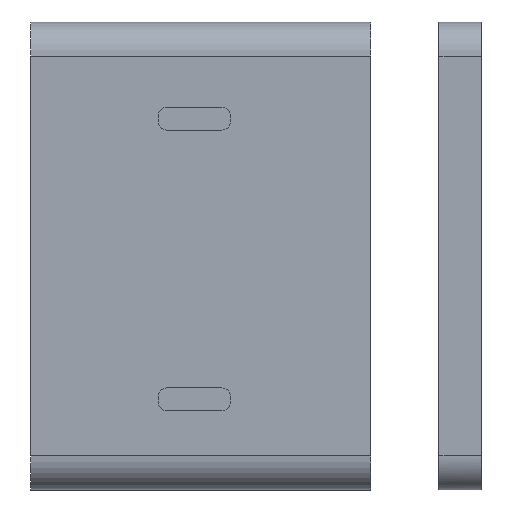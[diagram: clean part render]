
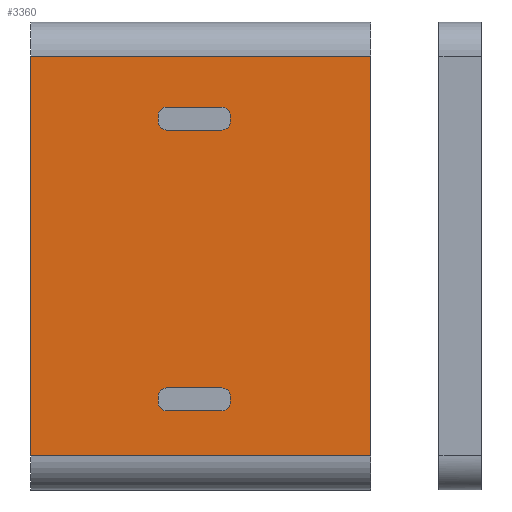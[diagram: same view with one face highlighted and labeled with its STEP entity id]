
A CAD part, left-side view. The second image highlights one B-rep face of the part: STEP entity #3360.
In plain terms, the highlighted planar face has unit normal (-1, 0, 0).
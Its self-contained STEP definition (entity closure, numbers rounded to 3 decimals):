
#27=FACE_BOUND('',#721,.T.);
#28=FACE_BOUND('',#722,.T.);
#367=PLANE('',#3501);
#530=FACE_OUTER_BOUND('',#720,.T.);
#720=EDGE_LOOP('',(#3013,#3014,#3015,#3016));
#721=EDGE_LOOP('',(#3017,#3018,#3019,#3020,#3021,#3022,#3023,#3024));
#722=EDGE_LOOP('',(#3025,#3026,#3027,#3028,#3029,#3030,#3031,#3032));
#880=LINE('',#5939,#1141);
#950=LINE('',#6114,#1211);
#954=LINE('',#6124,#1215);
#957=LINE('',#6131,#1218);
#959=LINE('',#6137,#1220);
#962=LINE('',#6146,#1223);
#966=LINE('',#6155,#1227);
#968=LINE('',#6162,#1229);
#971=LINE('',#6169,#1232);
#977=LINE('',#6185,#1238);
#982=LINE('',#6199,#1243);
#983=LINE('',#6201,#1244);
#1141=VECTOR('',#3730,10.);
#1211=VECTOR('',#3886,10.);
#1215=VECTOR('',#3896,10.);
#1218=VECTOR('',#3905,10.);
#1220=VECTOR('',#3913,10.);
#1223=VECTOR('',#3922,10.);
#1227=VECTOR('',#3932,10.);
#1229=VECTOR('',#3940,10.);
#1232=VECTOR('',#3949,10.);
#1238=VECTOR('',#3965,10.);
#1243=VECTOR('',#3978,10.);
#1244=VECTOR('',#3981,10.);
#1301=CIRCLE('',#3469,1.);
#1302=CIRCLE('',#3472,1.);
#1303=CIRCLE('',#3475,1.);
#1304=CIRCLE('',#3478,1.);
#1305=CIRCLE('',#3481,1.);
#1306=CIRCLE('',#3484,1.);
#1307=CIRCLE('',#3487,1.);
#1308=CIRCLE('',#3490,1.);
#1548=VERTEX_POINT('',#5925);
#1554=VERTEX_POINT('',#5937);
#1614=VERTEX_POINT('',#6107);
#1615=VERTEX_POINT('',#6108);
#1616=VERTEX_POINT('',#6113);
#1617=VERTEX_POINT('',#6117);
#1618=VERTEX_POINT('',#6118);
#1619=VERTEX_POINT('',#6123);
#1620=VERTEX_POINT('',#6127);
#1621=VERTEX_POINT('',#6133);
#1622=VERTEX_POINT('',#6139);
#1623=VERTEX_POINT('',#6140);
#1624=VERTEX_POINT('',#6145);
#1625=VERTEX_POINT('',#6149);
#1626=VERTEX_POINT('',#6150);
#1627=VERTEX_POINT('',#6157);
#1628=VERTEX_POINT('',#6161);
#1629=VERTEX_POINT('',#6165);
#1632=VERTEX_POINT('',#6181);
#1634=VERTEX_POINT('',#6184);
#1982=EDGE_CURVE('',#1554,#1548,#880,.T.);
#2066=EDGE_CURVE('',#1614,#1615,#1301,.T.);
#2069=EDGE_CURVE('',#1616,#1615,#950,.T.);
#2071=EDGE_CURVE('',#1617,#1618,#1302,.T.);
#2074=EDGE_CURVE('',#1619,#1618,#954,.T.);
#2076=EDGE_CURVE('',#1616,#1620,#1303,.T.);
#2078=EDGE_CURVE('',#1617,#1620,#957,.T.);
#2079=EDGE_CURVE('',#1619,#1621,#1304,.T.);
#2081=EDGE_CURVE('',#1614,#1621,#959,.T.);
#2082=EDGE_CURVE('',#1622,#1623,#1305,.T.);
#2085=EDGE_CURVE('',#1624,#1623,#962,.T.);
#2087=EDGE_CURVE('',#1625,#1626,#1306,.T.);
#2090=EDGE_CURVE('',#1622,#1626,#966,.T.);
#2091=EDGE_CURVE('',#1624,#1627,#1307,.T.);
#2093=EDGE_CURVE('',#1628,#1627,#968,.T.);
#2095=EDGE_CURVE('',#1628,#1629,#1308,.T.);
#2097=EDGE_CURVE('',#1625,#1629,#971,.T.);
#2104=EDGE_CURVE('',#1632,#1634,#977,.T.);
#2112=EDGE_CURVE('',#1548,#1632,#982,.T.);
#2113=EDGE_CURVE('',#1634,#1554,#983,.T.);
#3013=ORIENTED_EDGE('',*,*,#2112,.F.);
#3014=ORIENTED_EDGE('',*,*,#1982,.F.);
#3015=ORIENTED_EDGE('',*,*,#2113,.F.);
#3016=ORIENTED_EDGE('',*,*,#2104,.F.);
#3017=ORIENTED_EDGE('',*,*,#2078,.T.);
#3018=ORIENTED_EDGE('',*,*,#2076,.F.);
#3019=ORIENTED_EDGE('',*,*,#2069,.T.);
#3020=ORIENTED_EDGE('',*,*,#2066,.F.);
#3021=ORIENTED_EDGE('',*,*,#2081,.T.);
#3022=ORIENTED_EDGE('',*,*,#2079,.F.);
#3023=ORIENTED_EDGE('',*,*,#2074,.T.);
#3024=ORIENTED_EDGE('',*,*,#2071,.F.);
#3025=ORIENTED_EDGE('',*,*,#2090,.T.);
#3026=ORIENTED_EDGE('',*,*,#2087,.F.);
#3027=ORIENTED_EDGE('',*,*,#2097,.T.);
#3028=ORIENTED_EDGE('',*,*,#2095,.F.);
#3029=ORIENTED_EDGE('',*,*,#2093,.T.);
#3030=ORIENTED_EDGE('',*,*,#2091,.F.);
#3031=ORIENTED_EDGE('',*,*,#2085,.T.);
#3032=ORIENTED_EDGE('',*,*,#2082,.F.);
#3360=ADVANCED_FACE('',(#530,#27,#28),#367,.T.);
#3469=AXIS2_PLACEMENT_3D('',#6109,#3880,#3881);
#3472=AXIS2_PLACEMENT_3D('',#6119,#3890,#3891);
#3475=AXIS2_PLACEMENT_3D('',#6128,#3900,#3901);
#3478=AXIS2_PLACEMENT_3D('',#6134,#3908,#3909);
#3481=AXIS2_PLACEMENT_3D('',#6141,#3916,#3917);
#3484=AXIS2_PLACEMENT_3D('',#6151,#3926,#3927);
#3487=AXIS2_PLACEMENT_3D('',#6158,#3935,#3936);
#3490=AXIS2_PLACEMENT_3D('',#6166,#3944,#3945);
#3501=AXIS2_PLACEMENT_3D('',#6200,#3979,#3980);
#3730=DIRECTION('',(0.,0.,1.));
#3880=DIRECTION('center_axis',(-1.,0.,0.));
#3881=DIRECTION('ref_axis',(0.,0.707,-0.707));
#3886=DIRECTION('',(0.,1.,0.));
#3890=DIRECTION('center_axis',(-1.,0.,0.));
#3891=DIRECTION('ref_axis',(0.,-0.707,0.707));
#3896=DIRECTION('',(0.,-1.,0.));
#3900=DIRECTION('center_axis',(-1.,0.,0.));
#3901=DIRECTION('ref_axis',(0.,-0.707,-0.707));
#3905=DIRECTION('',(0.,0.,-1.));
#3908=DIRECTION('center_axis',(-1.,0.,0.));
#3909=DIRECTION('ref_axis',(0.,0.707,0.707));
#3913=DIRECTION('',(0.,0.,1.));
#3916=DIRECTION('center_axis',(-1.,0.,0.));
#3917=DIRECTION('ref_axis',(0.,-0.707,0.707));
#3922=DIRECTION('',(0.,-1.,0.));
#3926=DIRECTION('center_axis',(-1.,0.,0.));
#3927=DIRECTION('ref_axis',(0.,-0.707,-0.707));
#3932=DIRECTION('',(0.,0.,-1.));
#3935=DIRECTION('center_axis',(-1.,0.,0.));
#3936=DIRECTION('ref_axis',(0.,0.707,0.707));
#3940=DIRECTION('',(0.,0.,1.));
#3944=DIRECTION('center_axis',(-1.,0.,0.));
#3945=DIRECTION('ref_axis',(0.,0.707,-0.707));
#3949=DIRECTION('',(0.,1.,0.));
#3965=DIRECTION('',(0.,0.,-1.));
#3978=DIRECTION('',(0.,-1.,0.));
#3979=DIRECTION('center_axis',(-1.,0.,0.));
#3980=DIRECTION('ref_axis',(0.,0.,-1.));
#3981=DIRECTION('',(0.,1.,0.));
#5925=CARTESIAN_POINT('',(-70.,5.,51.));
#5937=CARTESIAN_POINT('',(-70.,5.,4.));
#5939=CARTESIAN_POINT('',(-70.,5.,0.));
#6107=CARTESIAN_POINT('',(-70.,-10.,10.3));
#6108=CARTESIAN_POINT('',(-70.,-11.,9.3));
#6109=CARTESIAN_POINT('Origin',(-70.,-11.,10.3));
#6113=CARTESIAN_POINT('',(-70.,-17.5,9.3));
#6114=CARTESIAN_POINT('',(-70.,-6.75,9.3));
#6117=CARTESIAN_POINT('',(-70.,-18.5,11.));
#6118=CARTESIAN_POINT('',(-70.,-17.5,12.));
#6119=CARTESIAN_POINT('Origin',(-70.,-17.5,11.));
#6123=CARTESIAN_POINT('',(-70.,-11.,12.));
#6124=CARTESIAN_POINT('',(-70.,-2.5,12.));
#6127=CARTESIAN_POINT('',(-70.,-18.5,10.3));
#6128=CARTESIAN_POINT('Origin',(-70.,-17.5,10.3));
#6131=CARTESIAN_POINT('',(-70.,-18.5,33.5));
#6133=CARTESIAN_POINT('',(-70.,-10.,11.));
#6134=CARTESIAN_POINT('Origin',(-70.,-11.,11.));
#6137=CARTESIAN_POINT('',(-70.,-10.,32.15));
#6139=CARTESIAN_POINT('',(-70.,-18.5,44.));
#6140=CARTESIAN_POINT('',(-70.,-17.5,45.));
#6141=CARTESIAN_POINT('Origin',(-70.,-17.5,44.));
#6145=CARTESIAN_POINT('',(-70.,-11.,45.));
#6146=CARTESIAN_POINT('',(-70.,-2.5,45.));
#6149=CARTESIAN_POINT('',(-70.,-17.5,42.3));
#6150=CARTESIAN_POINT('',(-70.,-18.5,43.3));
#6151=CARTESIAN_POINT('Origin',(-70.,-17.5,43.3));
#6155=CARTESIAN_POINT('',(-70.,-18.5,50.));
#6157=CARTESIAN_POINT('',(-70.,-10.,44.));
#6158=CARTESIAN_POINT('Origin',(-70.,-11.,44.));
#6161=CARTESIAN_POINT('',(-70.,-10.,43.3));
#6162=CARTESIAN_POINT('',(-70.,-10.,48.65));
#6165=CARTESIAN_POINT('',(-70.,-11.,42.3));
#6166=CARTESIAN_POINT('Origin',(-70.,-11.,43.3));
#6169=CARTESIAN_POINT('',(-70.,-6.75,42.3));
#6181=CARTESIAN_POINT('',(-70.,-35.,51.));
#6184=CARTESIAN_POINT('',(-70.,-35.,4.));
#6185=CARTESIAN_POINT('',(-70.,-35.,0.));
#6199=CARTESIAN_POINT('',(-70.,5.,51.));
#6200=CARTESIAN_POINT('Origin',(-70.,5.,55.));
#6201=CARTESIAN_POINT('',(-70.,5.,4.));
